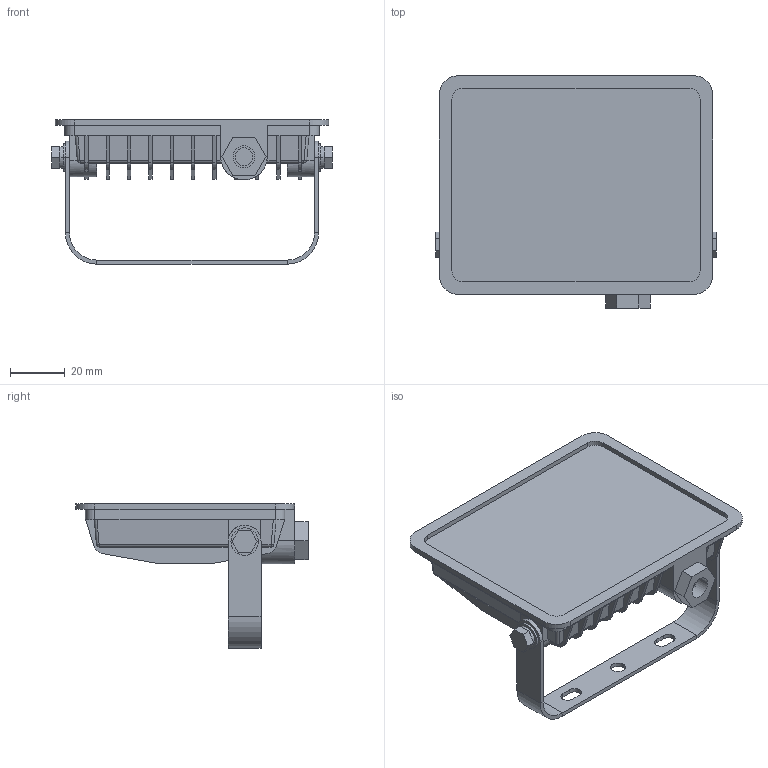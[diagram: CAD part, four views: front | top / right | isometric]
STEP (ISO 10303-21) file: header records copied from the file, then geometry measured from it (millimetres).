
FILE_DESCRIPTION (( 'STEP AP203' ), '1' );
FILE_NAME ('Ïðîæåêòîð ñâåòîäèîäíûé ÑÄÎ-3002 20Âò 6500Ê IP65 EKF Basic (FLL-3002-20-6500).STEP', '2022-04-25T13:06:52', ( '' ), ( '' ), 'SwSTEP 2.0', 'SolidWorks 2021', '' );
FILE_SCHEMA (( 'CONFIG_CONTROL_DESIGN' ));
Length unit declared in the file: millimetre
Products named in the file (1): Ïðîæåêòîð ñâåòîäèîäíûé ÑÄÎ-3002 20Âò 6500Ê IP65 EKF Basic (FLL-3002-20-6500)
Bounding box: 102.6 x 85 x 52.8 mm (x, y, z)
Volume: 97323.6 mm3; surface area: 33133 mm2
Topology: 1 solids, 1 shells, 349 faces, 939 edges, 598 vertices
Faces by surface type: plane 231, cylinder 114, sphere 4
Entity records: 10942 total; most frequent: CARTESIAN_POINT 1939, ORIENTED_EDGE 1878, DIRECTION 1873, EDGE_CURVE 939, LINE 681, VECTOR 681, VERTEX_POINT 598, AXIS2_PLACEMENT_3D 596
